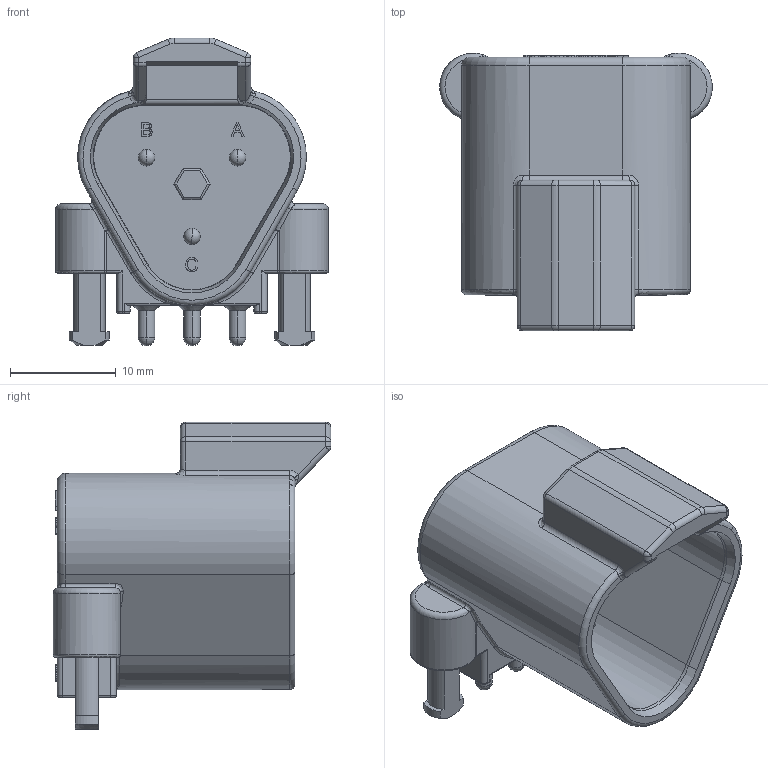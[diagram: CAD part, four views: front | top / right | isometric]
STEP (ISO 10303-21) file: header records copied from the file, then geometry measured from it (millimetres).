
FILE_DESCRIPTION((''),'2;1');
FILE_NAME('C-ATF13-3P-BM03_3D','2019-03-22T',('Brook.Ding'),(''),'PRO/ENGINEER BY PARAMETRIC TECHNOLOGY CORPORATION, 2016360','PRO/ENGINEER BY PARAMETRIC TECHNOLOGY CORPORATION, 2016360','');
FILE_SCHEMA(('CONFIG_CONTROL_DESIGN'));
Length unit declared in the file: millimetre
Products named in the file (1): C-ATF13-3P-BM03_3D
Bounding box: 25.77 x 26.25 x 29.09 mm (x, y, z)
Volume: 4542.5 mm3; surface area: 4061.1 mm2
Topology: 1 solids, 1 shells, 691 faces, 1835 edges, 1169 vertices
Faces by surface type: extrusion 253, plane 245, cylinder 98, torus 34, bspline 28, sphere 20, cone 13
Entity records: 23937 total; most frequent: CARTESIAN_POINT 7956, ORIENTED_EDGE 3630, DIRECTION 2552, EDGE_CURVE 1815, VECTOR 1198, VERTEX_POINT 1169, LINE 945, B_SPLINE_CURVE_WITH_KNOTS 856
